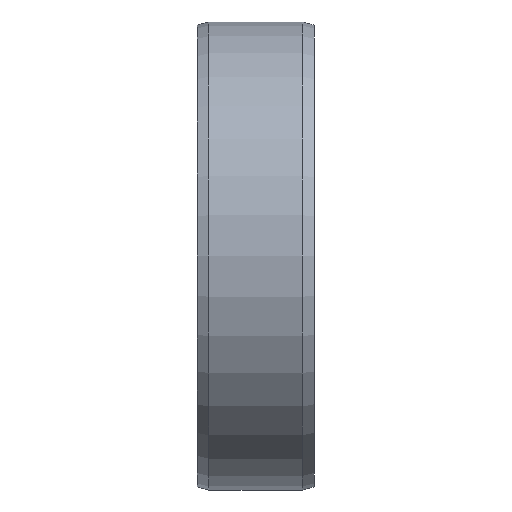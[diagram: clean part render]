
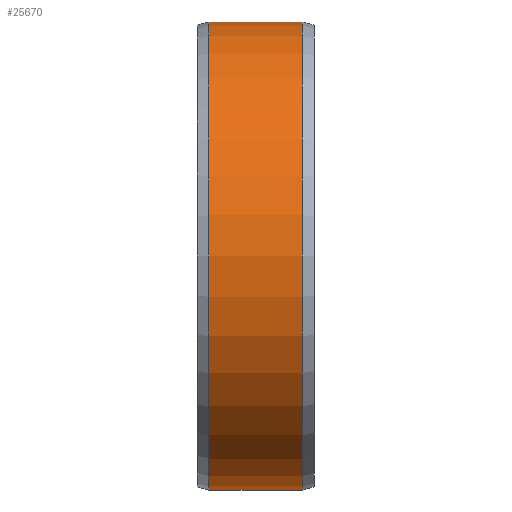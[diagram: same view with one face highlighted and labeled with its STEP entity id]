
A CAD part, left-side view. The second image highlights one B-rep face of the part: STEP entity #25670.
In plain terms, the highlighted cylindrical face has radius 20 mm (diameter 40 mm), a partial arc.
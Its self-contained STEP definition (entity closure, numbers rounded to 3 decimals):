
#24633=CARTESIAN_POINT('',(0.,-4.,0.));
#24634=DIRECTION('',(0.,1.,0.));
#24635=DIRECTION('',(0.,0.,-1.));
#24636=AXIS2_PLACEMENT_3D('',#24633,#24634,#24635);
#24641=DIRECTION('',(0.,1.,0.));
#24642=VECTOR('',#24641,8.);
#24643=CARTESIAN_POINT('',(0.,-4.,-20.));
#24644=LINE('',#24643,#24642);
#24656=DIRECTION('',(0.,1.,0.));
#24657=VECTOR('',#24656,8.);
#24658=CARTESIAN_POINT('',(0.,-4.,20.));
#24659=LINE('',#24658,#24657);
#25010=CARTESIAN_POINT('',(0.,4.,0.));
#25011=DIRECTION('',(0.,1.,0.));
#25012=DIRECTION('',(0.,0.,-1.));
#25013=AXIS2_PLACEMENT_3D('',#25010,#25011,#25012);
#25569=CARTESIAN_POINT('',(0.,-4.,-20.));
#25571=VERTEX_POINT('',#25569);
#25572=CARTESIAN_POINT('',(0.,4.,-20.));
#25573=VERTEX_POINT('',#25572);
#25599=CARTESIAN_POINT('',(0.,-4.,20.));
#25601=VERTEX_POINT('',#25599);
#25602=CARTESIAN_POINT('',(0.,4.,20.));
#25603=VERTEX_POINT('',#25602);
#25655=CARTESIAN_POINT('',(0.,-5.5,0.));
#25656=DIRECTION('',(0.,1.,0.));
#25657=DIRECTION('',(0.,0.,-1.));
#25658=AXIS2_PLACEMENT_3D('',#25655,#25656,#25657);
#25659=CYLINDRICAL_SURFACE('',#25658,20.);
#25661=ORIENTED_EDGE('',*,*,#25660,.T.);
#25663=ORIENTED_EDGE('',*,*,#25662,.T.);
#25665=ORIENTED_EDGE('',*,*,#25664,.F.);
#25667=ORIENTED_EDGE('',*,*,#25666,.F.);
#25668=EDGE_LOOP('',(#25661,#25663,#25665,#25667));
#25669=FACE_OUTER_BOUND('',#25668,.F.);
#24637=CIRCLE('',#24636,20.);
#25014=CIRCLE('',#25013,20.);
#25660=EDGE_CURVE('',#25571,#25573,#24644,.T.);
#25662=EDGE_CURVE('',#25573,#25603,#25014,.T.);
#25664=EDGE_CURVE('',#25601,#25603,#24659,.T.);
#25666=EDGE_CURVE('',#25571,#25601,#24637,.T.);
#25670=ADVANCED_FACE('',(#25669),#25659,.T.);
